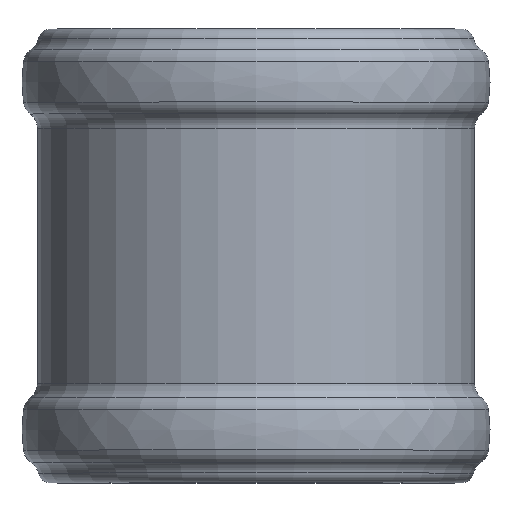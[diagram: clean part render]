
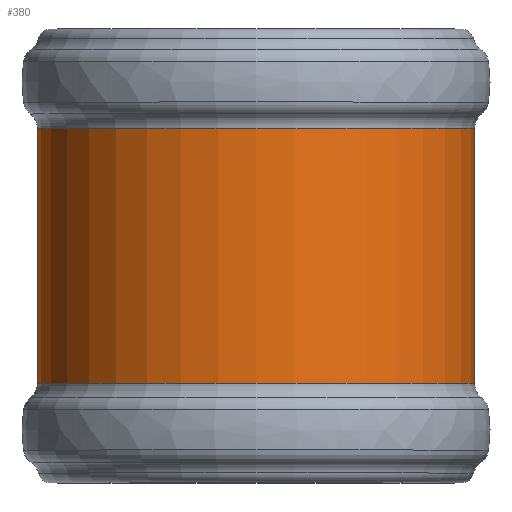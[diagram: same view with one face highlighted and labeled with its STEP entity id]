
A CAD part, top view. The second image highlights one B-rep face of the part: STEP entity #380.
In plain terms, the highlighted cylindrical face has radius 60.2 mm (diameter 120.4 mm), a full revolution.
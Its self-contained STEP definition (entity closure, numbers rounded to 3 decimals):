
#62=FACE_BOUND('',#146,.T.);
#94=FACE_OUTER_BOUND('',#145,.T.);
#145=EDGE_LOOP('',(#331));
#146=EDGE_LOOP('',(#332));
#177=CIRCLE('',#412,60.2);
#193=CIRCLE('',#438,60.2);
#213=VERTEX_POINT('',#623);
#229=VERTEX_POINT('',#725);
#249=EDGE_CURVE('',#213,#213,#177,.T.);
#267=EDGE_CURVE('',#229,#229,#193,.T.);
#331=ORIENTED_EDGE('',*,*,#249,.F.);
#332=ORIENTED_EDGE('',*,*,#267,.T.);
#355=CYLINDRICAL_SURFACE('',#439,60.2);
#380=ADVANCED_FACE('',(#94,#62),#355,.T.);
#412=AXIS2_PLACEMENT_3D('',#624,#499,#500);
#438=AXIS2_PLACEMENT_3D('',#726,#551,#552);
#439=AXIS2_PLACEMENT_3D('',#727,#553,#554);
#499=DIRECTION('center_axis',(0.,-1.,0.));
#500=DIRECTION('ref_axis',(1.,0.,0.));
#551=DIRECTION('center_axis',(0.,-1.,0.));
#552=DIRECTION('ref_axis',(1.,0.,0.));
#553=DIRECTION('center_axis',(0.,-1.,0.));
#554=DIRECTION('ref_axis',(1.,0.,0.));
#623=CARTESIAN_POINT('',(5.05,35.106,0.));
#624=CARTESIAN_POINT('Origin',(-55.15,35.106,0.));
#725=CARTESIAN_POINT('',(5.05,105.377,0.));
#726=CARTESIAN_POINT('Origin',(-55.15,105.377,0.));
#727=CARTESIAN_POINT('Origin',(-55.15,87.81,0.));
